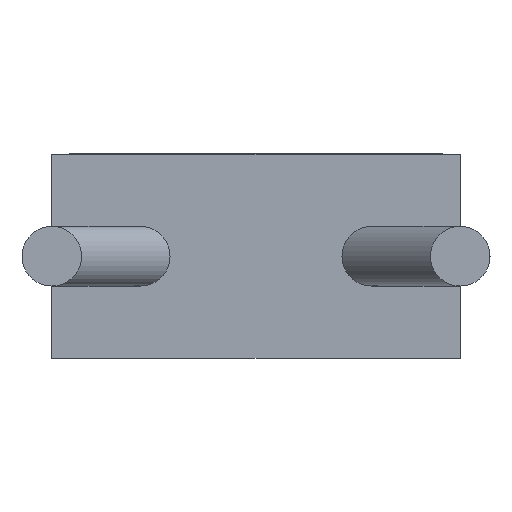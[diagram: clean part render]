
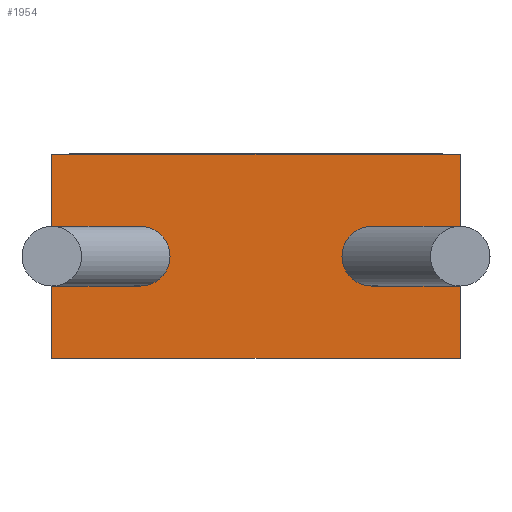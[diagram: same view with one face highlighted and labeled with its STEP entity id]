
A CAD part, front view. The second image highlights one B-rep face of the part: STEP entity #1954.
In plain terms, the highlighted planar face has unit normal (0, -1, 0).
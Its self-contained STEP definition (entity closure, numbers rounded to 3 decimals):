
#105 = CARTESIAN_POINT ( 'NONE',  ( 1.1, 0., 0.899 ) ) ;
#181 = CARTESIAN_POINT ( 'NONE',  ( 1.1, 0., 1.641 ) ) ;
#262 = DIRECTION ( 'NONE',  ( 1., 0., 0. ) ) ;
#313 = EDGE_LOOP ( 'NONE', ( #723, #1050, #2710, #1743 ) ) ;
#410 = VECTOR ( 'NONE', #2642, 1000. ) ;
#477 = AXIS2_PLACEMENT_3D ( 'NONE', #2107, #554, #2904 ) ;
#543 = DIRECTION ( 'NONE',  ( 0., 0., -1. ) ) ;
#554 = DIRECTION ( 'NONE',  ( 0., 1., 0. ) ) ;
#675 = CARTESIAN_POINT ( 'NONE',  ( 5.08, 0., 2.54 ) ) ;
#694 = CARTESIAN_POINT ( 'NONE',  ( 0., 0., 2.54 ) ) ;
#723 = ORIENTED_EDGE ( 'NONE', *, *, #3172, .T. ) ;
#745 = AXIS2_PLACEMENT_3D ( 'NONE', #2580, #3091, #3369 ) ;
#795 = CARTESIAN_POINT ( 'NONE',  ( 1.1, 0., 1.27 ) ) ;
#809 = CARTESIAN_POINT ( 'NONE',  ( 5.08, 0., 2.54 ) ) ;
#825 = FACE_BOUND ( 'NONE', #2876, .T. ) ;
#873 = VERTEX_POINT ( 'NONE', #1851 ) ;
#1010 = LINE ( 'NONE', #3108, #3238 ) ;
#1050 = ORIENTED_EDGE ( 'NONE', *, *, #2672, .F. ) ;
#1075 = CARTESIAN_POINT ( 'NONE',  ( 0., 0., 2.54 ) ) ;
#1086 = EDGE_CURVE ( 'NONE', #2202, #873, #2518, .T. ) ;
#1200 = DIRECTION ( 'NONE',  ( 0., 1., 0. ) ) ;
#1216 = DIRECTION ( 'NONE',  ( 0., 1., 0. ) ) ;
#1328 = FACE_OUTER_BOUND ( 'NONE', #313, .T. ) ;
#1369 = AXIS2_PLACEMENT_3D ( 'NONE', #694, #1216, #3086 ) ;
#1478 = CARTESIAN_POINT ( 'NONE',  ( 3.98, 0., 1.27 ) ) ;
#1503 = VERTEX_POINT ( 'NONE', #675 ) ;
#1524 = FACE_BOUND ( 'NONE', #2864, .T. ) ;
#1538 = CIRCLE ( 'NONE', #477, 0.371 ) ;
#1549 = CARTESIAN_POINT ( 'NONE',  ( 3.98, 0., 1.641 ) ) ;
#1552 = VECTOR ( 'NONE', #1907, 1000. ) ;
#1593 = DIRECTION ( 'NONE',  ( 0., 0., -1. ) ) ;
#1595 = VECTOR ( 'NONE', #543, 1000. ) ;
#1605 = EDGE_CURVE ( 'NONE', #3355, #2371, #3033, .T. ) ;
#1613 = CARTESIAN_POINT ( 'NONE',  ( 0., 0., 0. ) ) ;
#1743 = ORIENTED_EDGE ( 'NONE', *, *, #2730, .T. ) ;
#1784 = VERTEX_POINT ( 'NONE', #1075 ) ;
#1815 = CARTESIAN_POINT ( 'NONE',  ( 0., 0., 2.54 ) ) ;
#1851 = CARTESIAN_POINT ( 'NONE',  ( 3.98, 0., 0.899 ) ) ;
#1907 = DIRECTION ( 'NONE',  ( 0., 0., -1. ) ) ;
#1917 = ORIENTED_EDGE ( 'NONE', *, *, #3265, .T. ) ;
#1954 = ADVANCED_FACE ( 'NONE', ( #1524, #1328, #825 ), #1999, .F. ) ;
#1985 = VERTEX_POINT ( 'NONE', #2283 ) ;
#1999 = PLANE ( 'NONE',  #1369 ) ;
#2107 = CARTESIAN_POINT ( 'NONE',  ( 3.98, 0., 1.27 ) ) ;
#2196 = EDGE_CURVE ( 'NONE', #1784, #1503, #2432, .T. ) ;
#2202 = VERTEX_POINT ( 'NONE', #1549 ) ;
#2207 = ORIENTED_EDGE ( 'NONE', *, *, #1605, .F. ) ;
#2215 = AXIS2_PLACEMENT_3D ( 'NONE', #795, #2892, #1593 ) ;
#2283 = CARTESIAN_POINT ( 'NONE',  ( 5.08, 0., 0. ) ) ;
#2289 = ORIENTED_EDGE ( 'NONE', *, *, #2667, .F. ) ;
#2298 = LINE ( 'NONE', #809, #1595 ) ;
#2371 = VERTEX_POINT ( 'NONE', #181 ) ;
#2432 = LINE ( 'NONE', #1815, #410 ) ;
#2518 = CIRCLE ( 'NONE', #2879, 0.371 ) ;
#2546 = ORIENTED_EDGE ( 'NONE', *, *, #1086, .T. ) ;
#2580 = CARTESIAN_POINT ( 'NONE',  ( 1.1, 0., 1.27 ) ) ;
#2642 = DIRECTION ( 'NONE',  ( 1., 0., 0. ) ) ;
#2667 = EDGE_CURVE ( 'NONE', #2371, #3355, #2994, .T. ) ;
#2672 = EDGE_CURVE ( 'NONE', #1503, #1985, #2298, .T. ) ;
#2683 = CARTESIAN_POINT ( 'NONE',  ( 0., 0., 2.54 ) ) ;
#2710 = ORIENTED_EDGE ( 'NONE', *, *, #2196, .F. ) ;
#2730 = EDGE_CURVE ( 'NONE', #1784, #3283, #2887, .T. ) ;
#2864 = EDGE_LOOP ( 'NONE', ( #1917, #2546 ) ) ;
#2876 = EDGE_LOOP ( 'NONE', ( #2207, #2289 ) ) ;
#2879 = AXIS2_PLACEMENT_3D ( 'NONE', #1478, #1200, #3043 ) ;
#2887 = LINE ( 'NONE', #2683, #1552 ) ;
#2892 = DIRECTION ( 'NONE',  ( 0., -1., 0. ) ) ;
#2904 = DIRECTION ( 'NONE',  ( 0., 0., -1. ) ) ;
#2994 = CIRCLE ( 'NONE', #2215, 0.371 ) ;
#3033 = CIRCLE ( 'NONE', #745, 0.371 ) ;
#3043 = DIRECTION ( 'NONE',  ( 0., 0., -1. ) ) ;
#3086 = DIRECTION ( 'NONE',  ( 0., 0., 1. ) ) ;
#3091 = DIRECTION ( 'NONE',  ( 0., -1., 0. ) ) ;
#3108 = CARTESIAN_POINT ( 'NONE',  ( 0., 0., 0. ) ) ;
#3172 = EDGE_CURVE ( 'NONE', #3283, #1985, #1010, .T. ) ;
#3238 = VECTOR ( 'NONE', #262, 1000. ) ;
#3265 = EDGE_CURVE ( 'NONE', #873, #2202, #1538, .T. ) ;
#3283 = VERTEX_POINT ( 'NONE', #1613 ) ;
#3355 = VERTEX_POINT ( 'NONE', #105 ) ;
#3369 = DIRECTION ( 'NONE',  ( 0., 0., -1. ) ) ;
